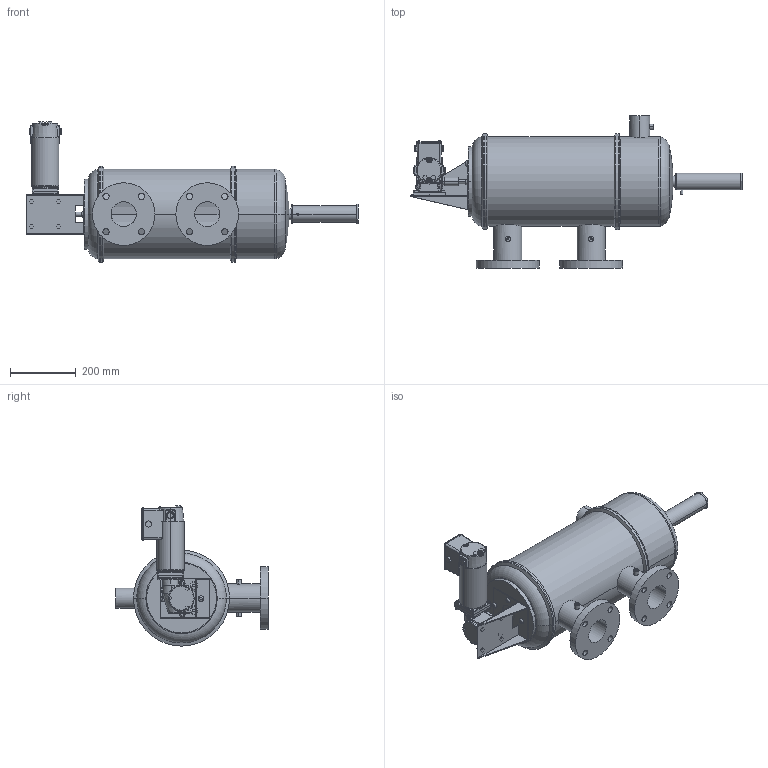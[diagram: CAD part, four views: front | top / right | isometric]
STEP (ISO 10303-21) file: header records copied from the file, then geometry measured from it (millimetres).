
FILE_DESCRIPTION (( 'STEP AP203' ), '1' );
FILE_NAME ('AXS3-180C-LP.STEP', '2020-09-23T10:23:34', ( '' ), ( '' ), 'SwSTEP 2.0', 'SolidWorks 2018', '' );
FILE_SCHEMA (( 'CONFIG_CONTROL_DESIGN' ));
Length unit declared in the file: millimetre
Products named in the file (8): Washdown drive shaft; simp; AXS3-180C-LP; reduced size motor; simp2; AXS3-180C for LP; Motor assem; Washdown mounting bracket
Assembly tree (13 placements, depth 3):
  AXS3-180C-LP
    AXS3-180C for LP
    Motor assem
      Washdown drive shaft
      Washdown mounting bracket
      reduced size motor
      simp  x4
      simp2  x4
Bounding box: 1010.26 x 463.55 x 426.65 mm (x, y, z)
Volume: 7444474.6 mm3; surface area: 1865123.8 mm2
Topology: 20 solids, 20 shells, 900 faces, 2267 edges, 1445 vertices
Faces by surface type: plane 477, cylinder 256, torus 64, bspline 58, cone 37, sphere 8
Entity records: 31049 total; most frequent: CARTESIAN_POINT 11127, ORIENTED_EDGE 4054, DIRECTION 3794, EDGE_CURVE 2027, AXIS2_PLACEMENT_3D 1320, VERTEX_POINT 1289, LINE 1154, VECTOR 1154
